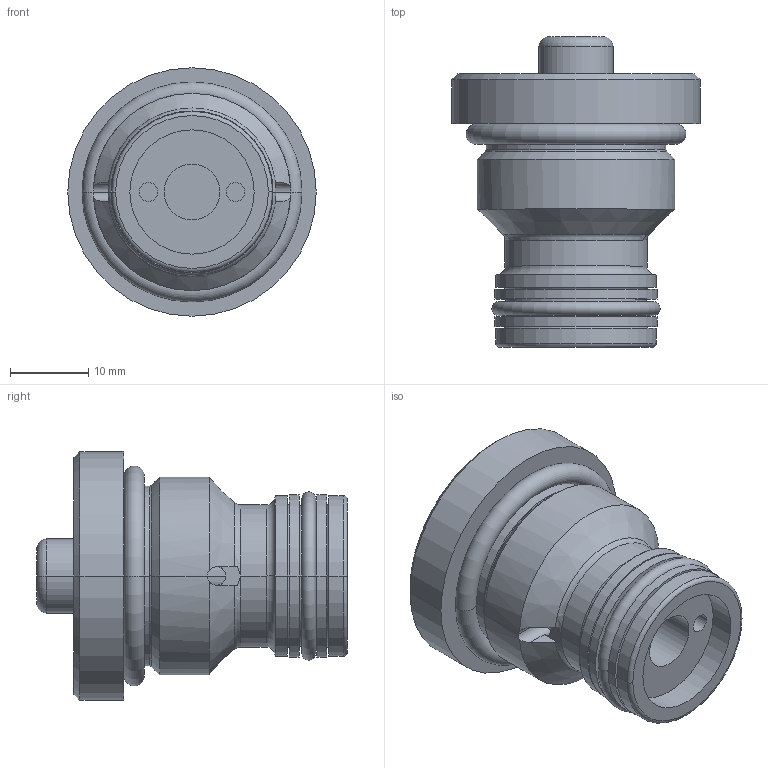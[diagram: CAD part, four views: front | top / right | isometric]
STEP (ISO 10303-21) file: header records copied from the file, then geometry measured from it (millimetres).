
FILE_DESCRIPTION((''),'2;1');
FILE_NAME('ILC21020600','2020-02-04T',('Mjust'),(''),'PRO/ENGINEER BY PARAMETRIC TECHNOLOGY CORPORATION, 2017170','PRO/ENGINEER BY PARAMETRIC TECHNOLOGY CORPORATION, 2017170','');
FILE_SCHEMA(('AUTOMOTIVE_DESIGN { 1 0 10303 214 1 1 1 1 }'));
Length unit declared in the file: inch
Products named in the file (3): ILC21020600_BODY; ILC21020600_PLUNGER; ILC21020600
Assembly tree (2 placements, depth 2):
  ILC21020600
    ILC21020600_BODY
    ILC21020600_PLUNGER
Bounding box: 31.75 x 39.67 x 31.75 mm (x, y, z)
Volume: 14206 mm3; surface area: 9338.9 mm2
Topology: 2 solids, 3 shells, 113 faces, 252 edges, 150 vertices
Faces by surface type: cylinder 52, plane 25, torus 20, cone 16
Entity records: 3602 total; most frequent: CARTESIAN_POINT 689, DIRECTION 604, ORIENTED_EDGE 484, AXIS2_PLACEMENT_3D 264, EDGE_CURVE 244, VERTEX_POINT 150, CIRCLE 144, EDGE_LOOP 134
